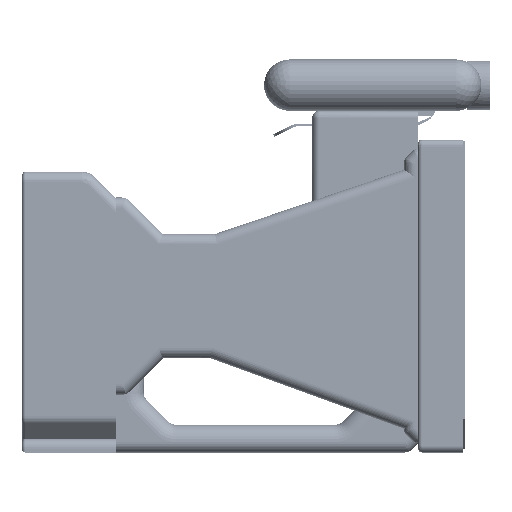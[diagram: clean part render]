
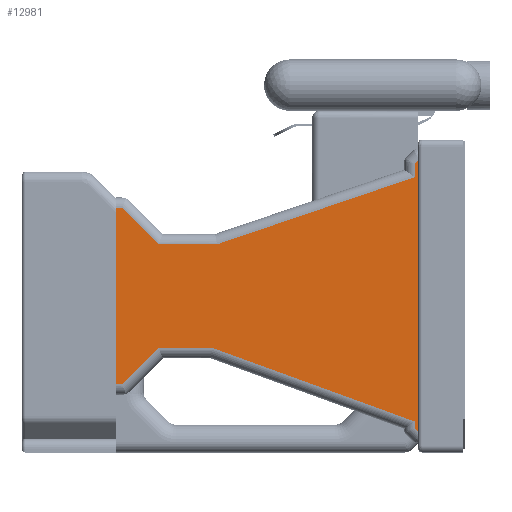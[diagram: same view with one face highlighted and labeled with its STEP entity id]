
A CAD part, left-side view. The second image highlights one B-rep face of the part: STEP entity #12981.
In plain terms, the highlighted face is planar.
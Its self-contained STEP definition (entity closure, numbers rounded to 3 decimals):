
#886=PLANE('',#14342);
#1518=FACE_OUTER_BOUND('',#2330,.T.);
#2330=EDGE_LOOP('',(#11004,#11005,#11006,#11007,#11008,#11009,#11010,#11011,
#11012,#11013,#11014,#11015,#11016,#11017,#11018,#11019));
#3141=LINE('',#23550,#4214);
#3145=LINE('',#23583,#4218);
#3172=LINE('',#23746,#4245);
#3173=LINE('',#23749,#4246);
#3267=LINE('',#24236,#4340);
#3288=LINE('',#24331,#4361);
#3334=LINE('',#24529,#4407);
#3336=LINE('',#24537,#4409);
#3339=LINE('',#24543,#4412);
#3340=LINE('',#24545,#4413);
#3371=LINE('',#24625,#4444);
#3372=LINE('',#24629,#4445);
#3373=LINE('',#24632,#4446);
#3375=LINE('',#24636,#4448);
#3376=LINE('',#24639,#4449);
#3377=LINE('',#24641,#4450);
#4214=VECTOR('',#16608,10.);
#4218=VECTOR('',#16624,10.);
#4245=VECTOR('',#16703,10.);
#4246=VECTOR('',#16708,10.);
#4340=VECTOR('',#17062,10.);
#4361=VECTOR('',#17139,10.);
#4407=VECTOR('',#17345,10.);
#4409=VECTOR('',#17353,10.);
#4412=VECTOR('',#17360,10.);
#4413=VECTOR('',#17363,10.);
#4444=VECTOR('',#17456,10.);
#4445=VECTOR('',#17461,10.);
#4446=VECTOR('',#17466,10.);
#4448=VECTOR('',#17470,10.);
#4449=VECTOR('',#17475,10.);
#4450=VECTOR('',#17478,10.);
#5786=VERTEX_POINT('',#23542);
#5788=VERTEX_POINT('',#23548);
#5791=VERTEX_POINT('',#23581);
#5807=VERTEX_POINT('',#23689);
#5812=VERTEX_POINT('',#23721);
#5821=VERTEX_POINT('',#23745);
#5930=VERTEX_POINT('',#24233);
#5931=VERTEX_POINT('',#24235);
#5965=VERTEX_POINT('',#24329);
#6024=VERTEX_POINT('',#24527);
#6025=VERTEX_POINT('',#24528);
#6028=VERTEX_POINT('',#24536);
#6046=VERTEX_POINT('',#24622);
#6047=VERTEX_POINT('',#24624);
#6048=VERTEX_POINT('',#24628);
#6049=VERTEX_POINT('',#24635);
#7354=EDGE_CURVE('',#5788,#5786,#3141,.T.);
#7361=EDGE_CURVE('',#5791,#5788,#3145,.T.);
#7403=EDGE_CURVE('',#5812,#5821,#3172,.T.);
#7405=EDGE_CURVE('',#5807,#5812,#3173,.T.);
#7577=EDGE_CURVE('',#5931,#5930,#3267,.T.);
#7621=EDGE_CURVE('',#5965,#5930,#3288,.T.);
#7715=EDGE_CURVE('',#6024,#6025,#3334,.T.);
#7719=EDGE_CURVE('',#6025,#6028,#3336,.T.);
#7723=EDGE_CURVE('',#6028,#5965,#3339,.T.);
#7724=EDGE_CURVE('',#5786,#6024,#3340,.T.);
#7767=EDGE_CURVE('',#6046,#6047,#3371,.T.);
#7769=EDGE_CURVE('',#5931,#6048,#3372,.T.);
#7771=EDGE_CURVE('',#6048,#6046,#3373,.T.);
#7773=EDGE_CURVE('',#6047,#6049,#3375,.T.);
#7775=EDGE_CURVE('',#6049,#5807,#3376,.T.);
#7776=EDGE_CURVE('',#5821,#5791,#3377,.T.);
#11004=ORIENTED_EDGE('',*,*,#7361,.F.);
#11005=ORIENTED_EDGE('',*,*,#7776,.F.);
#11006=ORIENTED_EDGE('',*,*,#7403,.F.);
#11007=ORIENTED_EDGE('',*,*,#7405,.F.);
#11008=ORIENTED_EDGE('',*,*,#7775,.F.);
#11009=ORIENTED_EDGE('',*,*,#7773,.F.);
#11010=ORIENTED_EDGE('',*,*,#7767,.F.);
#11011=ORIENTED_EDGE('',*,*,#7771,.F.);
#11012=ORIENTED_EDGE('',*,*,#7769,.F.);
#11013=ORIENTED_EDGE('',*,*,#7577,.T.);
#11014=ORIENTED_EDGE('',*,*,#7621,.F.);
#11015=ORIENTED_EDGE('',*,*,#7723,.F.);
#11016=ORIENTED_EDGE('',*,*,#7719,.F.);
#11017=ORIENTED_EDGE('',*,*,#7715,.F.);
#11018=ORIENTED_EDGE('',*,*,#7724,.F.);
#11019=ORIENTED_EDGE('',*,*,#7354,.F.);
#12981=ADVANCED_FACE('',(#1518),#886,.T.);
#14342=AXIS2_PLACEMENT_3D('',#24652,#17489,#17490);
#16608=DIRECTION('',(0.,0.707,0.707));
#16624=DIRECTION('',(0.,0.,1.));
#16703=DIRECTION('',(0.,0.,-1.));
#16708=DIRECTION('',(0.,0.707,-0.707));
#17062=DIRECTION('',(0.,-1.,0.));
#17139=DIRECTION('',(0.,0.,1.));
#17345=DIRECTION('',(0.,0.342,0.94));
#17353=DIRECTION('',(0.,0.,1.));
#17360=DIRECTION('',(0.,-0.707,0.707));
#17363=DIRECTION('',(0.,1.,0.));
#17456=DIRECTION('',(0.,0.,-1.));
#17461=DIRECTION('',(0.,0.,-1.));
#17466=DIRECTION('',(0.,-0.707,-0.707));
#17470=DIRECTION('',(0.,0.322,-0.947));
#17475=DIRECTION('',(0.,1.,0.));
#17478=DIRECTION('',(0.,-1.,0.));
#17489=DIRECTION('center_axis',(1.,0.,0.));
#17490=DIRECTION('ref_axis',(0.,0.,-1.));
#23542=CARTESIAN_POINT('',(-192.661,-185.557,223.));
#23548=CARTESIAN_POINT('',(-192.661,-186.8,221.757));
#23550=CARTESIAN_POINT('',(-192.661,-165.967,242.59));
#23581=CARTESIAN_POINT('',(-192.661,-186.8,217.));
#23583=CARTESIAN_POINT('',(-192.661,-186.8,243.75));
#23689=CARTESIAN_POINT('',(-192.661,-109.443,223.));
#23721=CARTESIAN_POINT('',(-192.661,-108.2,221.757));
#23745=CARTESIAN_POINT('',(-192.661,-108.2,217.));
#23746=CARTESIAN_POINT('',(-192.661,-108.2,243.75));
#23749=CARTESIAN_POINT('',(-192.661,-129.51,243.067));
#24233=CARTESIAN_POINT('',(-192.661,-172.875,309.));
#24235=CARTESIAN_POINT('',(-192.661,-122.125,309.));
#24236=CARTESIAN_POINT('',(-192.661,-111.75,309.));
#24329=CARTESIAN_POINT('',(-192.661,-172.875,307.243));
#24331=CARTESIAN_POINT('',(-192.661,-172.875,287.25));
#24527=CARTESIAN_POINT('',(-192.661,-183.579,223.));
#24528=CARTESIAN_POINT('',(-192.661,-162.375,281.257));
#24529=CARTESIAN_POINT('',(-192.661,-175.064,246.396));
#24536=CARTESIAN_POINT('',(-192.661,-162.375,296.743));
#24537=CARTESIAN_POINT('',(-192.661,-162.375,273.643));
#24543=CARTESIAN_POINT('',(-192.661,-156.774,291.141));
#24545=CARTESIAN_POINT('',(-192.661,-147.977,223.));
#24622=CARTESIAN_POINT('',(-192.661,-132.625,296.743));
#24624=CARTESIAN_POINT('',(-192.661,-132.625,279.943));
#24625=CARTESIAN_POINT('',(-192.661,-132.625,287.25));
#24628=CARTESIAN_POINT('',(-192.661,-122.125,307.243));
#24629=CARTESIAN_POINT('',(-192.661,-122.125,287.25));
#24632=CARTESIAN_POINT('',(-192.661,-143.954,285.414));
#24635=CARTESIAN_POINT('',(-192.661,-113.282,223.));
#24636=CARTESIAN_POINT('',(-192.661,-131.165,275.645));
#24639=CARTESIAN_POINT('',(-192.661,-147.977,223.));
#24641=CARTESIAN_POINT('',(-192.661,-126.35,217.));
#24652=CARTESIAN_POINT('Origin',(-192.661,-148.454,265.5));
